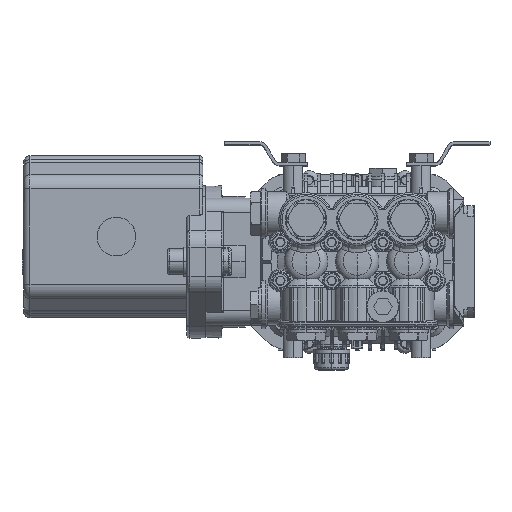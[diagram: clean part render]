
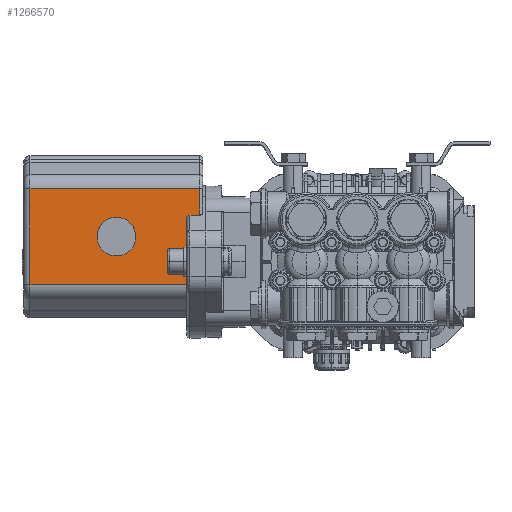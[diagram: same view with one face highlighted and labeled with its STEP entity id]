
A CAD part, top view. The second image highlights one B-rep face of the part: STEP entity #1266570.
In plain terms, the highlighted planar face has unit normal (0, 0, 1).
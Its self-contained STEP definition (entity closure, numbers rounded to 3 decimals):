
#106310=CARTESIAN_POINT('',(146.411,17.056,
-44.502));
#106320=DIRECTION('',(1.,0.,0.));
#106330=VECTOR('',#106320,1.);
#106340=LINE('',#106310,#106330);
#106350=CARTESIAN_POINT('',(150.411,17.056,
-44.502));
#106360=VERTEX_POINT('',#106350);
#106370=CARTESIAN_POINT('',(156.411,17.056,
-44.502));
#106380=VERTEX_POINT('',#106370);
#106390=EDGE_CURVE('',#106360,#106380,#106340,.T.);
#1170180=CARTESIAN_POINT('',(150.411,0.492,
-44.502));
#1170190=VERTEX_POINT('',#1170180);
#1170290=CARTESIAN_POINT('',(150.411,90.043,
-44.502));
#1170300=DIRECTION('',(0.,-1.,0.));
#1170310=VECTOR('',#1170300,1.);
#1170320=LINE('',#1170290,#1170310);
#1170330=EDGE_CURVE('',#106360,#1170190,#1170320,.T.);
#1255060=CARTESIAN_POINT('',(256.411,0.492,
-44.502));
#1255070=VERTEX_POINT('',#1255060);
#1260450=CARTESIAN_POINT('',(158.411,60.492,
-44.502));
#1260460=VERTEX_POINT('',#1260450);
#1260490=CARTESIAN_POINT('',(158.411,90.043,
-44.502));
#1260500=DIRECTION('',(0.,1.,0.));
#1260510=VECTOR('',#1260500,1.);
#1260520=LINE('',#1260490,#1260510);
#1260530=CARTESIAN_POINT('',(158.411,19.406,
-44.502));
#1260540=VERTEX_POINT('',#1260530);
#1260550=EDGE_CURVE('',#1260540,#1260460,#1260520,.T.);
#1264700=CARTESIAN_POINT('',(256.411,60.492,
-44.502));
#1264710=VERTEX_POINT('',#1264700);
#1264990=CARTESIAN_POINT('',(148.411,60.492,
-44.502));
#1265000=DIRECTION('',(1.,0.,0.));
#1265010=VECTOR('',#1265000,1.);
#1265020=LINE('',#1264990,#1265010);
#1265030=EDGE_CURVE('',#1260460,#1264710,#1265020,.T.);
#1266120=CARTESIAN_POINT('',(148.411,0.492,
-44.502));
#1266130=DIRECTION('',(0.,0.,1.));
#1266140=DIRECTION('',(0.,1.,0.));
#1266150=AXIS2_PLACEMENT_3D('',#1266120,#1266130,#1266140);
#1266160=PLANE('',#1266150);
#1266170=ORIENTED_EDGE('',*,*,#106390,.F.);
#1266180=CARTESIAN_POINT('',(156.411,19.406,
-44.502));
#1266190=DIRECTION('',(0.,0.,1.));
#1266200=DIRECTION('',(0.,1.,0.));
#1266210=AXIS2_PLACEMENT_3D('',#1266180,#1266190,#1266200);
#1266220=ELLIPSE('',#1266210,2.349,2.);
#1266230=EDGE_CURVE('',#106380,#1260540,#1266220,.T.);
#1266240=ORIENTED_EDGE('',*,*,#1266230,.F.);
#1266250=ORIENTED_EDGE('',*,*,#1260550,.F.);
#1266260=ORIENTED_EDGE('',*,*,#1265030,.F.);
#1266270=CARTESIAN_POINT('',(256.411,90.043,
-44.502));
#1266280=DIRECTION('',(0.,-1.,0.));
#1266290=VECTOR('',#1266280,1.);
#1266300=LINE('',#1266270,#1266290);
#1266310=EDGE_CURVE('',#1264710,#1255070,#1266300,.T.);
#1266320=ORIENTED_EDGE('',*,*,#1266310,.F.);
#1266330=CARTESIAN_POINT('',(148.411,0.492,
-44.502));
#1266340=DIRECTION('',(1.,0.,0.));
#1266350=VECTOR('',#1266340,1.);
#1266360=LINE('',#1266330,#1266350);
#1266370=EDGE_CURVE('',#1170190,#1255070,#1266360,.T.);
#1266380=ORIENTED_EDGE('',*,*,#1266370,.T.);
#1266390=ORIENTED_EDGE('',*,*,#1170330,.T.);
#1266400=EDGE_LOOP('',(#1266390,#1266380,#1266320,#1266260,#1266250,
#1266240,#1266170));
#1266410=FACE_OUTER_BOUND('',#1266400,.T.);
#1266420=CARTESIAN_POINT('',(202.411,30.492,
-44.502));
#1266430=DIRECTION('',(0.,0.,-1.));
#1266440=DIRECTION('',(-1.,0.,0.));
#1266450=AXIS2_PLACEMENT_3D('',#1266420,#1266430,#1266440);
#1266460=CIRCLE('',#1266450,12.059);
#1266470=CARTESIAN_POINT('',(190.353,30.492,
-44.502));
#1266480=VERTEX_POINT('',#1266470);
#1266490=CARTESIAN_POINT('',(214.47,30.492,
-44.502));
#1266500=VERTEX_POINT('',#1266490);
#1266510=EDGE_CURVE('',#1266480,#1266500,#1266460,.T.);
#1266520=ORIENTED_EDGE('',*,*,#1266510,.T.);
#1266530=EDGE_CURVE('',#1266500,#1266480,#1266460,.T.);
#1266540=ORIENTED_EDGE('',*,*,#1266530,.T.);
#1266550=EDGE_LOOP('',(#1266540,#1266520));
#1266560=FACE_BOUND('',#1266550,.T.);
#1266570=ADVANCED_FACE('',(#1266410,#1266560),#1266160,.T.);
